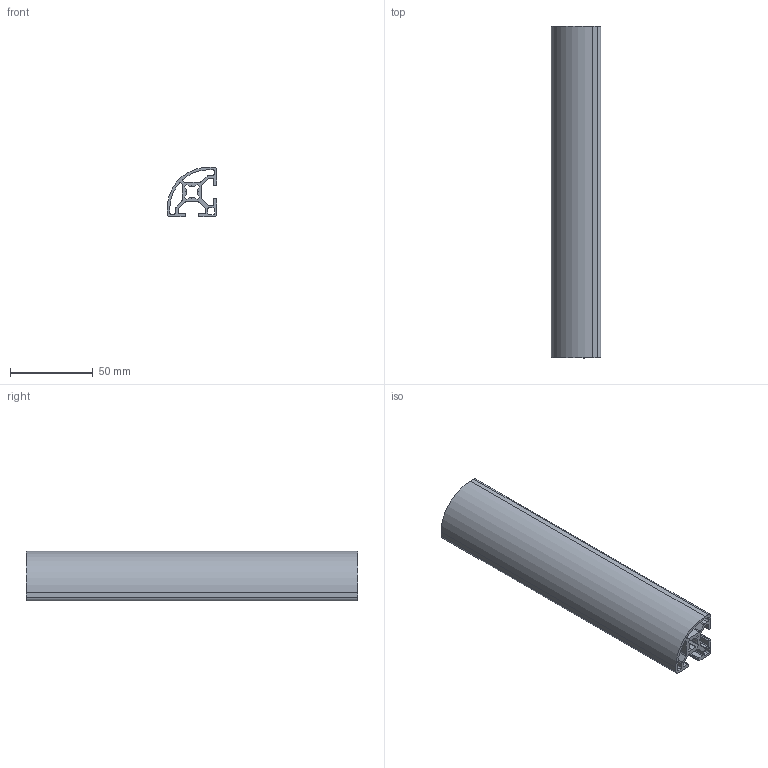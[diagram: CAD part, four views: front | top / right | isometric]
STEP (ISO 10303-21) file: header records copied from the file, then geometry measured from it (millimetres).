
FILE_DESCRIPTION(/* description */ ('Aluminiumprofil 30x30 R'),/* implementation_level */ '2;1');
FILE_NAME(/* name */ 'Syskomp 481992896 Aluminiumprofil 30x30 R.stp',/* time_stamp */ '2017-01-20T10:55:32+01:00',/* author */ ('wheldmann'),/* organization */ (''),/* preprocessor_version */ 'ST-DEVELOPER v16.1',/* originating_system */ 'Autodesk Inventor 2016',/* authorisation */ ' ');
FILE_SCHEMA (('AUTOMOTIVE_DESIGN { 1 0 10303 214 3 1 1 }'));
Length unit declared in the file: millimetre
Products named in the file (1): 481992896 Aluminiumprofil 30x30 R - 200
Bounding box: 30 x 200 x 30 mm (x, y, z)
Volume: 57539.6 mm3; surface area: 61651.1 mm2
Topology: 1 solids, 1 shells, 120 faces, 354 edges, 236 vertices
Faces by surface type: plane 62, cylinder 58
Entity records: 4074 total; most frequent: DIRECTION 712, CARTESIAN_POINT 711, ORIENTED_EDGE 708, EDGE_CURVE 354, LINE 238, VECTOR 238, AXIS2_PLACEMENT_3D 237, VERTEX_POINT 236
